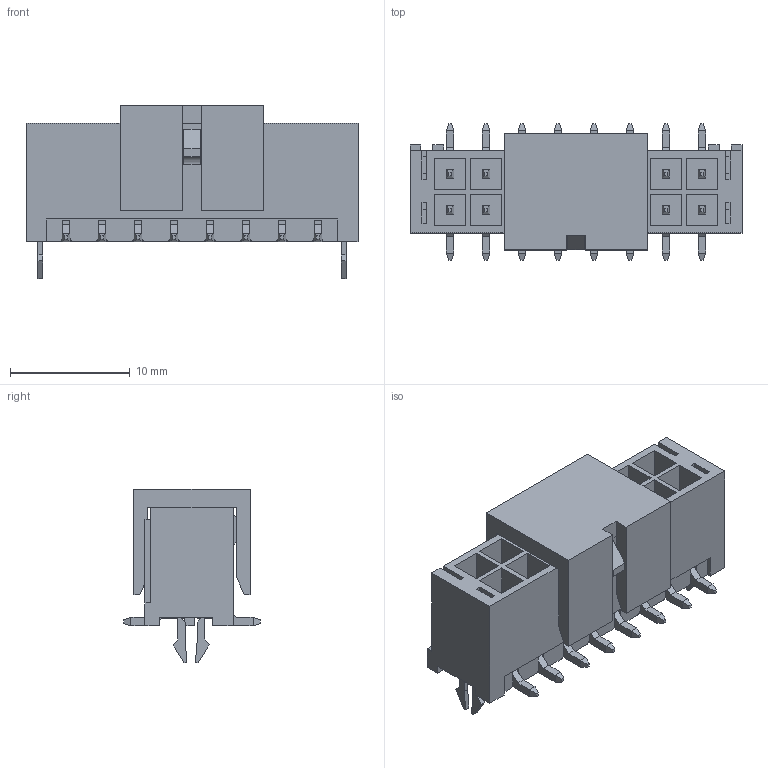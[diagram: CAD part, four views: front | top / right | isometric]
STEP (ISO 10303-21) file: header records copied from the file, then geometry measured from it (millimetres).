
FILE_DESCRIPTION(/* description */ ('Unknown'),/* implementation_level */ '2;1');
FILE_NAME(/* name */ '662316235922',/* time_stamp */ '2017-07-06T09:57:42+02:00',/* author */ ('Unknown'),/* organization */ ('Unknown'),/* preprocessor_version */ 'ST-DEVELOPER v16.7',/* originating_system */ 'DEX',/* authorisation */ $);
FILE_SCHEMA (('AUTOMOTIVE_DESIGN {1 0 10303 214 3 1 1}'));
Length unit declared in the file: millimetre
Products named in the file (5): 6623xx235922; 662016235922; 6620xx235922; 6623xx231822_Cap2; 6620xx235922_PIN
Assembly tree (20 placements, depth 2):
  6623xx235922
    662016235922
    6620xx235922  x2
    6623xx231822_Cap2
    6620xx235922_PIN  x16
Bounding box: 27.7 x 11.4 x 14.5 mm (x, y, z)
Volume: 1393.8 mm3; surface area: 3910.3 mm2
Topology: 20 solids, 20 shells, 897 faces, 2456 edges, 1594 vertices
Faces by surface type: plane 846, cylinder 51
Entity records: 16191 total; most frequent: CARTESIAN_POINT 2884, ORIENTED_EDGE 2860, DIRECTION 2508, EDGE_CURVE 1430, LINE 1360, VECTOR 1360, VERTEX_POINT 950, AXIS2_PLACEMENT_3D 574
